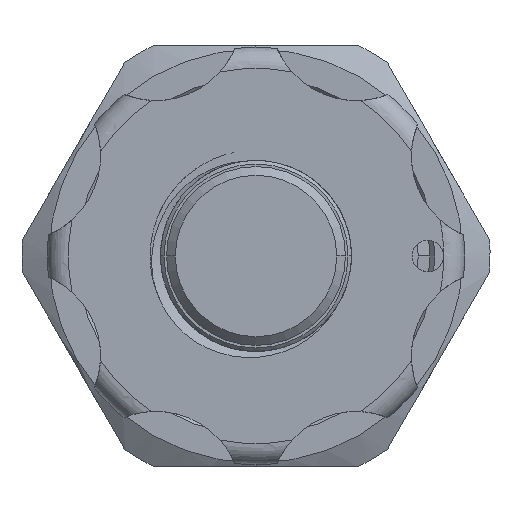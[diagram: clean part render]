
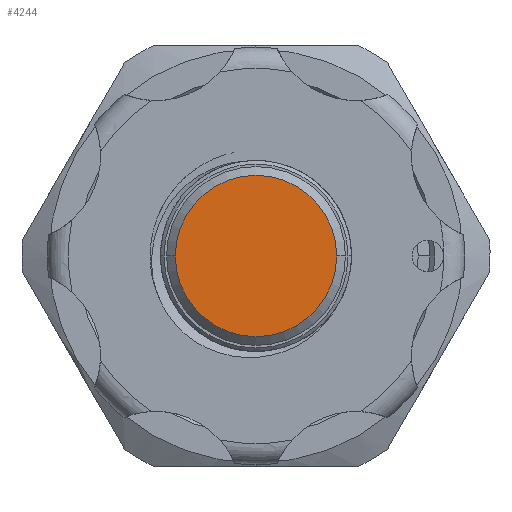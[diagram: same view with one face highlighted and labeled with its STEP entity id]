
A CAD part, left-side view. The second image highlights one B-rep face of the part: STEP entity #4244.
In plain terms, the highlighted planar face has unit normal (-1, 0, 0).
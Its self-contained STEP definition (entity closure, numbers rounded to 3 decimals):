
#416 = CARTESIAN_POINT ( 'NONE',  ( -53.595, 0., -5.1 ) ) ;
#417 = PLANE ( 'NONE',  #6451 ) ;
#421 = DIRECTION ( 'NONE',  ( 1., 0., 0. ) ) ;
#422 = DIRECTION ( 'NONE',  ( 0., -1., 0. ) ) ;
#744 = FACE_OUTER_BOUND ( 'NONE', #7876, .T. ) ;
#1446 = CARTESIAN_POINT ( 'NONE',  ( -53.595, 4.6, 0. ) ) ;
#1450 = CARTESIAN_POINT ( 'NONE',  ( -53.595, -4.6, 0. ) ) ;
#1492 = VERTEX_POINT ( 'NONE', #1450 ) ;
#1494 = VERTEX_POINT ( 'NONE', #1446 ) ;
#3807 = ORIENTED_EDGE ( 'NONE', *, *, #6225, .T. ) ;
#3808 = ORIENTED_EDGE ( 'NONE', *, *, #6102, .T. ) ;
#4244 = ADVANCED_FACE ( 'NONE', ( #744 ), #417, .F. ) ;
#6102 = EDGE_CURVE ( 'NONE', #1494, #1492, #9252, .T. ) ;
#6225 = EDGE_CURVE ( 'NONE', #1492, #1494, #9390, .T. ) ;
#6451 = AXIS2_PLACEMENT_3D ( 'NONE', #416, #421, #422 ) ;
#7876 = EDGE_LOOP ( 'NONE', ( #3807, #3808 ) ) ;
#9104 = AXIS2_PLACEMENT_3D ( 'NONE', #9522, #9523, #9524 ) ;
#9169 = AXIS2_PLACEMENT_3D ( 'NONE', #10205, #10206, #10207 ) ;
#9252 = CIRCLE ( 'NONE', #9104, 4.6 ) ;
#9390 = CIRCLE ( 'NONE', #9169, 4.6 ) ;
#9522 = CARTESIAN_POINT ( 'NONE',  ( -53.595, 0., 0. ) ) ;
#9523 = DIRECTION ( 'NONE',  ( -1., 0., 0. ) ) ;
#9524 = DIRECTION ( 'NONE',  ( 0., -1., 0. ) ) ;
#10205 = CARTESIAN_POINT ( 'NONE',  ( -53.595, 0., 0. ) ) ;
#10206 = DIRECTION ( 'NONE',  ( -1., 0., 0. ) ) ;
#10207 = DIRECTION ( 'NONE',  ( 0., -1., 0. ) ) ;
